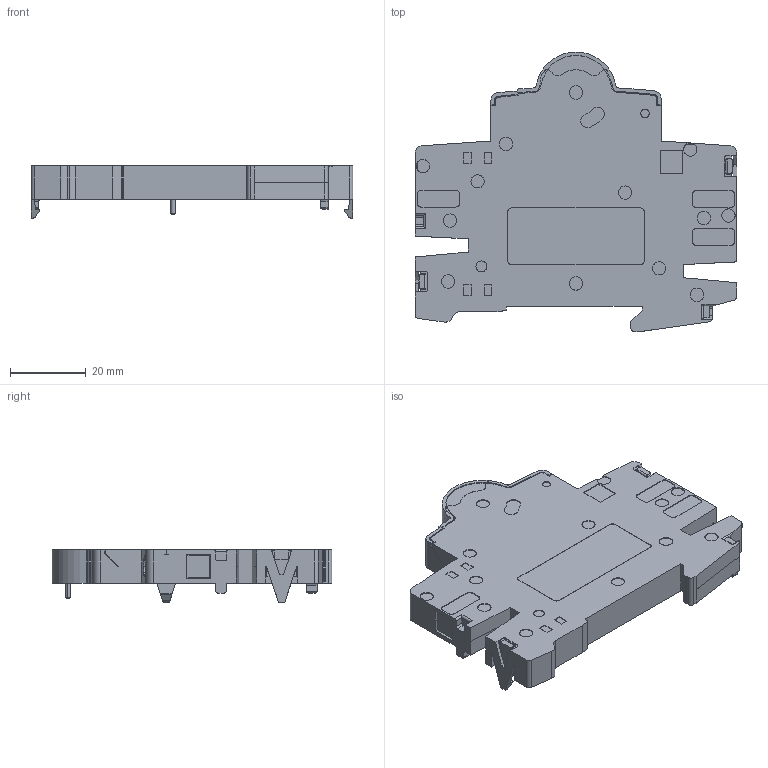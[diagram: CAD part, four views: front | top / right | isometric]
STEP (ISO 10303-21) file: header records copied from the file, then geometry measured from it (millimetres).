
FILE_DESCRIPTION((''),'2;1');
FILE_NAME('2CDS200912_SW0001','2008-09-16T',('DEU121775'),(''),'PRO/ENGINEER BY PARAMETRIC TECHNOLOGY CORPORATION, 2006380','PRO/ENGINEER BY PARAMETRIC TECHNOLOGY CORPORATION, 2006380','');
FILE_SCHEMA(('AUTOMOTIVE_DESIGN_CC2 { 1 2 10303 214 -1 1 5 2 }'));
Length unit declared in the file: millimetre
Products named in the file (1): 2CDS200912_SW0001
Bounding box: 85 x 73.96 x 13.8 mm (x, y, z)
Volume: 38787.1 mm3; surface area: 12909.1 mm2
Topology: 1 solids, 1 shells, 518 faces, 1408 edges, 928 vertices
Faces by surface type: plane 348, cylinder 120, cone 48, bspline 2
Entity records: 20938 total; most frequent: CARTESIAN_POINT 3896, ORIENTED_EDGE 2816, DIRECTION 2647, EDGE_CURVE 1408, VECTOR 1043, LINE 1043, VERTEX_POINT 928, AXIS2_PLACEMENT_3D 802
